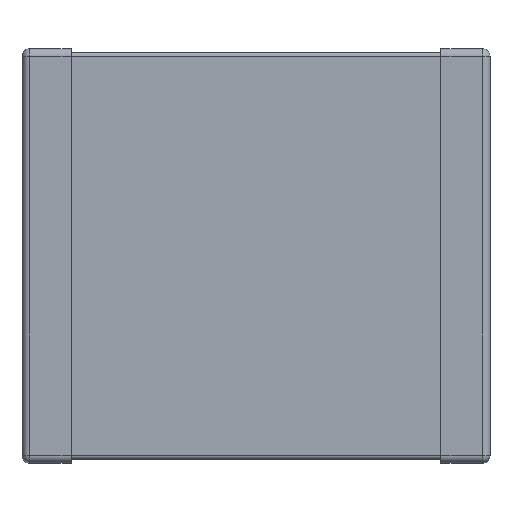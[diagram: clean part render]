
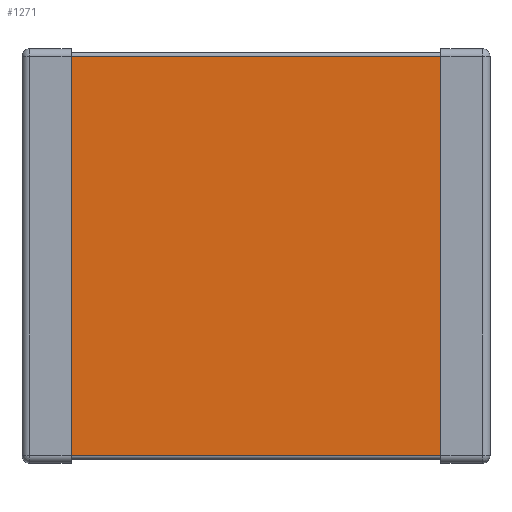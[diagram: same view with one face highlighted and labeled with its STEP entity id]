
A CAD part, top view. The second image highlights one B-rep face of the part: STEP entity #1271.
In plain terms, the highlighted planar face has unit normal (0, 0, 1).
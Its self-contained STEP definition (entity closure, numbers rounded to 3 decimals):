
#989=CARTESIAN_POINT('',(-2.41,-2.6,2.74));
#990=VERTEX_POINT('',#989);
#1008=CARTESIAN_POINT('',(2.41,-2.6,2.74));
#1009=VERTEX_POINT('',#1008);
#1017=CARTESIAN_POINT('',(2.41,-2.6,2.74));
#1018=DIRECTION('',(-1.0,0.0,0.0));
#1019=VECTOR('',#1018,4.82);
#1020=LINE('',#1017,#1019);
#1021=EDGE_CURVE('',#1009,#990,#1020,.T.);
#1063=CARTESIAN_POINT('',(-2.41,2.6,2.74));
#1064=VERTEX_POINT('',#1063);
#1065=CARTESIAN_POINT('',(-2.41,-2.6,2.74));
#1066=DIRECTION('',(0.0,1.0,0.0));
#1067=VECTOR('',#1066,5.2);
#1068=LINE('',#1065,#1067);
#1069=EDGE_CURVE('',#990,#1064,#1068,.T.);
#1121=CARTESIAN_POINT('',(2.41,2.6,2.74));
#1122=VERTEX_POINT('',#1121);
#1139=CARTESIAN_POINT('',(-2.41,2.6,2.74));
#1140=DIRECTION('',(1.0,0.0,0.0));
#1141=VECTOR('',#1140,4.82);
#1142=LINE('',#1139,#1141);
#1143=EDGE_CURVE('',#1064,#1122,#1142,.T.);
#1205=CARTESIAN_POINT('',(2.41,2.6,2.74));
#1206=DIRECTION('',(0.0,-1.0,0.0));
#1207=VECTOR('',#1206,5.2);
#1208=LINE('',#1205,#1207);
#1209=EDGE_CURVE('',#1122,#1009,#1208,.T.);
#1260=CARTESIAN_POINT('',(0.0,0.,2.74));
#1261=DIRECTION('',(0.0,0.0,1.0));
#1262=DIRECTION('',(1.0,0.0,0.0));
#1263=AXIS2_PLACEMENT_3D('',#1260,#1261,#1262);
#1264=PLANE('',#1263);
#1265=ORIENTED_EDGE('',*,*,#1021,.F.);
#1266=ORIENTED_EDGE('',*,*,#1209,.F.);
#1267=ORIENTED_EDGE('',*,*,#1143,.F.);
#1268=ORIENTED_EDGE('',*,*,#1069,.F.);
#1269=EDGE_LOOP('',(#1265,#1266,#1267,#1268));
#1270=FACE_OUTER_BOUND('',#1269,.T.);
#1271=ADVANCED_FACE('',(#1270),#1264,.T.);
